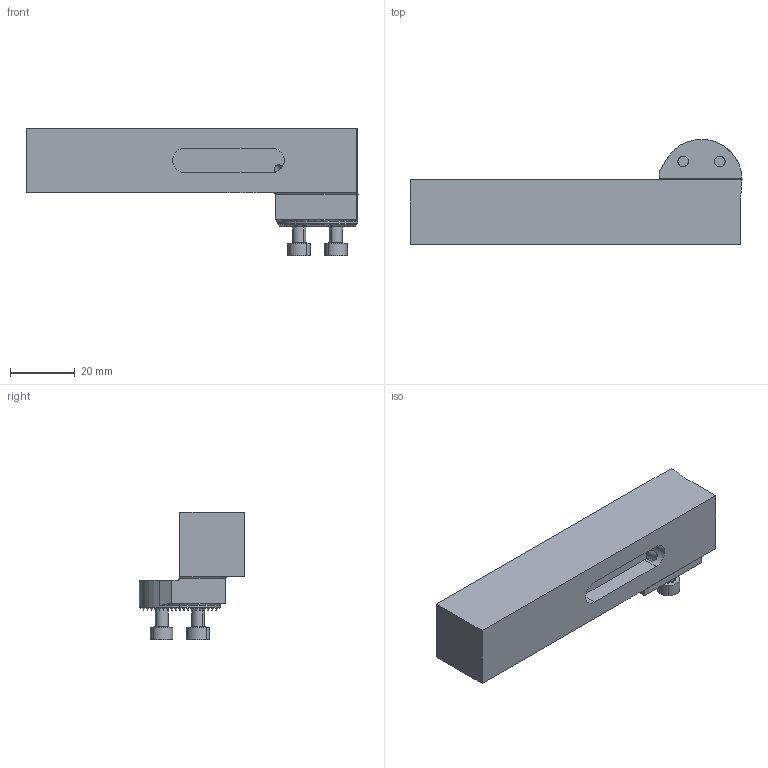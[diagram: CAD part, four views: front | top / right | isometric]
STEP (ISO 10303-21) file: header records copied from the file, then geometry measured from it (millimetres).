
FILE_DESCRIPTION (( 'STEP AP214' ), '1' );
FILE_NAME ('V20.WK3.R90.090.STEP', '2023-10-23T08:26:27', ( '' ), ( '' ), 'SwSTEP 2.0', 'SolidWorks 2017', '' );
FILE_SCHEMA (( 'AUTOMOTIVE_DESIGN' ));
Length unit declared in the file: millimetre
Products named in the file (4): V20.WK3.R90.090; V20-WK3.R90.090_A; DIN 3771 - 6x1; ISO 4762 - M4 x 12
Assembly tree (5 placements, depth 2):
  V20.WK3.R90.090
    V20-WK3.R90.090_A
    DIN 3771 - 6x1
    ISO 4762 - M4 x 12  x3
Bounding box: 102.5 x 32.5 x 39.5 mm (x, y, z)
Volume: 45240.2 mm3; surface area: 12652.1 mm2
Topology: 5 solids, 5 shells, 373 faces, 1067 edges, 706 vertices
Faces by surface type: plane 201, cylinder 122, cone 32, torus 18
Entity records: 12092 total; most frequent: CARTESIAN_POINT 3792, ORIENTED_EDGE 1886, DIRECTION 1401, EDGE_CURVE 943, VERTEX_POINT 640, AXIS2_PLACEMENT_3D 491, LINE 419, VECTOR 419
